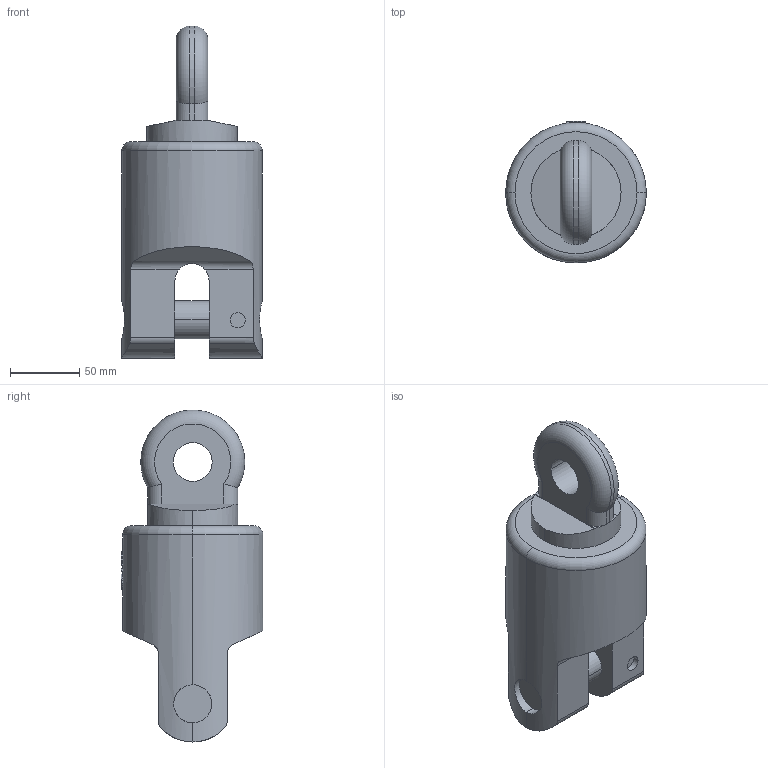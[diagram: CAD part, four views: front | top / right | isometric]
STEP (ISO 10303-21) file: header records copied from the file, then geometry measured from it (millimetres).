
FILE_DESCRIPTION((''),'2;1');
FILE_NAME('001-M31554-P-1','2004-10-21T',('Haas'),(''),'PRO/ENGINEER BY PARAMETRIC TECHNOLOGY CORPORATION, 2003450','PRO/ENGINEER BY PARAMETRIC TECHNOLOGY CORPORATION, 2003450','');
FILE_SCHEMA(('CONFIG_CONTROL_DESIGN'));
Length unit declared in the file: millimetre
Products named in the file (1): 001-M31554-P-1
Bounding box: 101.2 x 102.3 x 239.45 mm (x, y, z)
Volume: 1054996.6 mm3; surface area: 77843.8 mm2
Topology: 1 solids, 1 shells, 185 faces, 497 edges, 326 vertices
Faces by surface type: plane 150, cylinder 31, torus 4
Entity records: 5969 total; most frequent: CARTESIAN_POINT 1315, ORIENTED_EDGE 994, DIRECTION 886, EDGE_CURVE 497, VECTOR 386, LINE 386, VERTEX_POINT 326, AXIS2_PLACEMENT_3D 250
